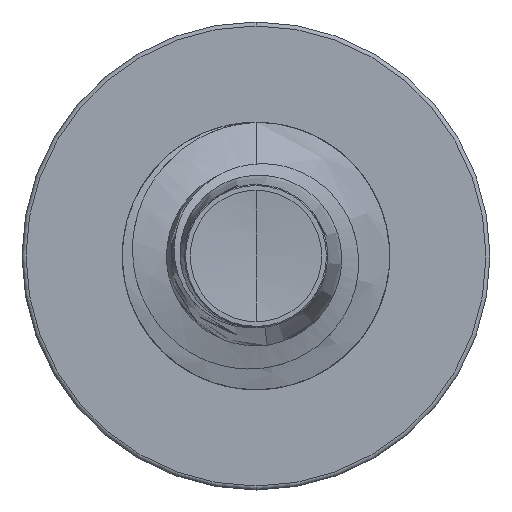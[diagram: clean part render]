
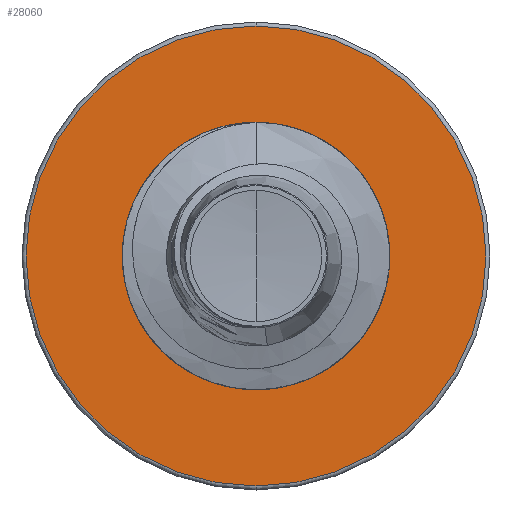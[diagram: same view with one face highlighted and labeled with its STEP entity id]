
A CAD part, front view. The second image highlights one B-rep face of the part: STEP entity #28060.
In plain terms, the highlighted planar face has unit normal (0, -1, 0).
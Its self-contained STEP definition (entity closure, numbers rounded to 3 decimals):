
#2587 = FACE_OUTER_BOUND ( 'NONE', #3406, .T. ) ;
#2630 = CARTESIAN_POINT ( 'NONE',  ( 0., 30., -2.842 ) ) ;
#2767 = DIRECTION ( 'NONE',  ( 0., 0., 1. ) ) ;
#3406 = EDGE_LOOP ( 'NONE', ( #26718, #14218 ) ) ;
#5647 = DIRECTION ( 'NONE',  ( 0., 0., 1. ) ) ;
#5659 = DIRECTION ( 'NONE',  ( 0., 1., 0. ) ) ;
#5739 = CARTESIAN_POINT ( 'NONE',  ( 0., 30., 0. ) ) ;
#7126 = CARTESIAN_POINT ( 'NONE',  ( 0., 30., -5.16 ) ) ;
#7204 = DIRECTION ( 'NONE',  ( 0., 0., 1. ) ) ;
#7213 = DIRECTION ( 'NONE',  ( 0., 1., 0. ) ) ;
#7247 = CARTESIAN_POINT ( 'NONE',  ( 0., 30., 0. ) ) ;
#7281 = EDGE_CURVE ( 'NONE', #26245, #27717, #23591, .T. ) ;
#9204 = EDGE_CURVE ( 'NONE', #21630, #25366, #24344, .T. ) ;
#9259 = AXIS2_PLACEMENT_3D ( 'NONE', #7247, #7213, #7204 ) ;
#9413 = EDGE_CURVE ( 'NONE', #27717, #26245, #18360, .T. ) ;
#10663 = CARTESIAN_POINT ( 'NONE',  ( 0., 30., 5.16 ) ) ;
#12228 = CARTESIAN_POINT ( 'NONE',  ( 0., 30., 0. ) ) ;
#13450 = ORIENTED_EDGE ( 'NONE', *, *, #7281, .T. ) ;
#13945 = PLANE ( 'NONE',  #22638 ) ;
#14218 = ORIENTED_EDGE ( 'NONE', *, *, #9204, .F. ) ;
#14578 = DIRECTION ( 'NONE',  ( 0., 0., 1. ) ) ;
#15106 = AXIS2_PLACEMENT_3D ( 'NONE', #12228, #25945, #14578 ) ;
#15698 = ORIENTED_EDGE ( 'NONE', *, *, #9413, .T. ) ;
#15809 = EDGE_CURVE ( 'NONE', #25366, #21630, #24550, .T. ) ;
#18360 = CIRCLE ( 'NONE', #21418, 2.842 ) ;
#18497 = DIRECTION ( 'NONE',  ( 0., 1., 0. ) ) ;
#18874 = DIRECTION ( 'NONE',  ( 0., 0., 1. ) ) ;
#18878 = DIRECTION ( 'NONE',  ( 0., 1., 0. ) ) ;
#18910 = CARTESIAN_POINT ( 'NONE',  ( 0., 30., 0. ) ) ;
#20268 = CARTESIAN_POINT ( 'NONE',  ( 0., 30., 2.842 ) ) ;
#21418 = AXIS2_PLACEMENT_3D ( 'NONE', #5739, #5659, #5647 ) ;
#21616 = FACE_BOUND ( 'NONE', #21813, .T. ) ;
#21630 = VERTEX_POINT ( 'NONE', #7126 ) ;
#21813 = EDGE_LOOP ( 'NONE', ( #13450, #15698 ) ) ;
#22638 = AXIS2_PLACEMENT_3D ( 'NONE', #2630, #18497, #2767 ) ;
#23591 = CIRCLE ( 'NONE', #26610, 2.842 ) ;
#23741 = CARTESIAN_POINT ( 'NONE',  ( 0., 30., -2.842 ) ) ;
#24344 = CIRCLE ( 'NONE', #9259, 5.16 ) ;
#24550 = CIRCLE ( 'NONE', #15106, 5.16 ) ;
#25366 = VERTEX_POINT ( 'NONE', #10663 ) ;
#25945 = DIRECTION ( 'NONE',  ( 0., 1., 0. ) ) ;
#26245 = VERTEX_POINT ( 'NONE', #20268 ) ;
#26610 = AXIS2_PLACEMENT_3D ( 'NONE', #18910, #18878, #18874 ) ;
#26718 = ORIENTED_EDGE ( 'NONE', *, *, #15809, .F. ) ;
#27717 = VERTEX_POINT ( 'NONE', #23741 ) ;
#28060 = ADVANCED_FACE ( 'NONE', ( #2587, #21616 ), #13945, .F. ) ;
